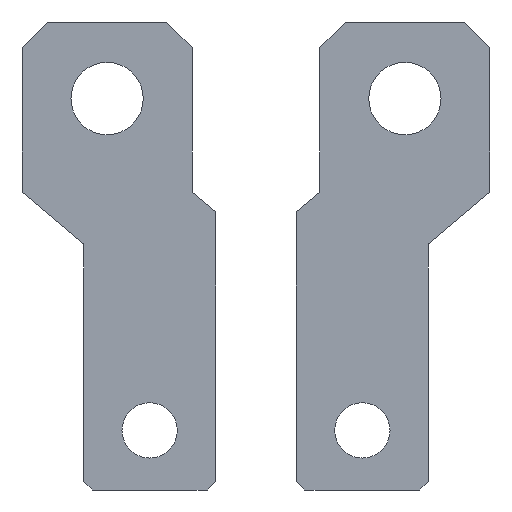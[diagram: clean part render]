
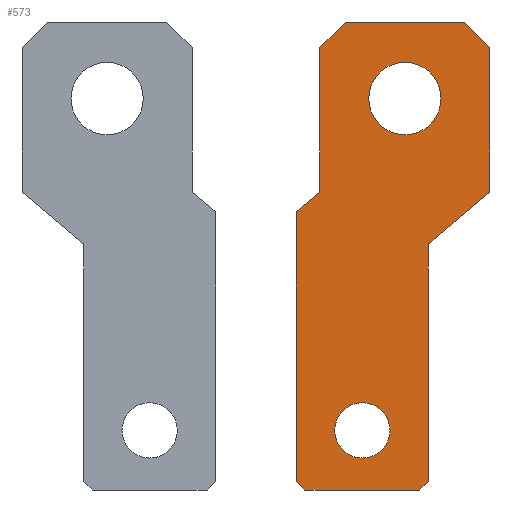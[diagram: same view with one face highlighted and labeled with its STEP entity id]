
A CAD part, front view. The second image highlights one B-rep face of the part: STEP entity #573.
In plain terms, the highlighted planar face has unit normal (0, -1, 0).
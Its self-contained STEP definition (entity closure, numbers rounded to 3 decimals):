
#411=AXIS2_PLACEMENT_3D('Circle Axis2P3D',#409,#410,$) ;
#446=AXIS2_PLACEMENT_3D('Circle Axis2P3D',#444,#445,$) ;
#468=AXIS2_PLACEMENT_3D('Circle Axis2P3D',#466,#467,$) ;
#503=AXIS2_PLACEMENT_3D('Circle Axis2P3D',#501,#502,$) ;
#549=AXIS2_PLACEMENT_3D('Plane Axis2P3D',#546,#547,#548) ;
#43=CARTESIAN_POINT('Vertex',(7.75,25.,79.167)) ;
#57=CARTESIAN_POINT('Vertex',(15.,25.,85.25)) ;
#60=CARTESIAN_POINT('Line Origine',(11.375,25.,82.208)) ;
#88=CARTESIAN_POINT('Vertex',(15.,25.,102.25)) ;
#91=CARTESIAN_POINT('Line Origine',(15.,25.,93.75)) ;
#119=CARTESIAN_POINT('Vertex',(12.,25.,105.25)) ;
#122=CARTESIAN_POINT('Line Origine',(13.5,25.,103.75)) ;
#150=CARTESIAN_POINT('Vertex',(-2.,25.,105.25)) ;
#153=CARTESIAN_POINT('Line Origine',(5.,25.,105.25)) ;
#181=CARTESIAN_POINT('Vertex',(-5.,25.,102.25)) ;
#184=CARTESIAN_POINT('Line Origine',(-3.5,25.,103.75)) ;
#212=CARTESIAN_POINT('Vertex',(-5.,25.,85.25)) ;
#215=CARTESIAN_POINT('Line Origine',(-5.,25.,93.75)) ;
#243=CARTESIAN_POINT('Vertex',(-7.75,25.,82.942)) ;
#246=CARTESIAN_POINT('Line Origine',(-6.375,25.,84.096)) ;
#274=CARTESIAN_POINT('Vertex',(-7.75,25.,51.25)) ;
#277=CARTESIAN_POINT('Line Origine',(-7.75,25.,67.096)) ;
#305=CARTESIAN_POINT('Vertex',(-6.75,25.,50.25)) ;
#308=CARTESIAN_POINT('Line Origine',(-7.25,25.,50.75)) ;
#336=CARTESIAN_POINT('Vertex',(6.75,25.,50.25)) ;
#339=CARTESIAN_POINT('Line Origine',(0.,25.,50.25)) ;
#367=CARTESIAN_POINT('Vertex',(7.75,25.,51.25)) ;
#370=CARTESIAN_POINT('Line Origine',(7.25,25.,50.75)) ;
#392=CARTESIAN_POINT('Line Origine',(7.75,25.,65.208)) ;
#409=CARTESIAN_POINT('Axis2P3D Location',(5.,25.,96.25)) ;
#413=CARTESIAN_POINT('Vertex',(0.75,25.,96.25)) ;
#415=CARTESIAN_POINT('Vertex',(9.25,25.,96.25)) ;
#444=CARTESIAN_POINT('Axis2P3D Location',(5.,25.,96.25)) ;
#466=CARTESIAN_POINT('Axis2P3D Location',(0.,25.,57.25)) ;
#470=CARTESIAN_POINT('Vertex',(-3.25,25.,57.25)) ;
#472=CARTESIAN_POINT('Vertex',(3.25,25.,57.25)) ;
#501=CARTESIAN_POINT('Axis2P3D Location',(0.,25.,57.25)) ;
#546=CARTESIAN_POINT('Axis2P3D Location',(0.,25.,0.)) ;
#61=DIRECTION('Vector Direction',(-0.766,0.,-0.643)) ;
#92=DIRECTION('Vector Direction',(0.,0.,-1.)) ;
#123=DIRECTION('Vector Direction',(-0.707,0.,0.707)) ;
#154=DIRECTION('Vector Direction',(1.,0.,0.)) ;
#185=DIRECTION('Vector Direction',(0.707,0.,0.707)) ;
#216=DIRECTION('Vector Direction',(0.,0.,1.)) ;
#247=DIRECTION('Vector Direction',(0.766,0.,0.643)) ;
#278=DIRECTION('Vector Direction',(0.,0.,1.)) ;
#309=DIRECTION('Vector Direction',(0.707,0.,-0.707)) ;
#340=DIRECTION('Vector Direction',(-1.,0.,0.)) ;
#371=DIRECTION('Vector Direction',(-0.707,0.,-0.707)) ;
#393=DIRECTION('Vector Direction',(0.,0.,-1.)) ;
#410=DIRECTION('Axis2P3D Direction',(0.,-1.,0.)) ;
#445=DIRECTION('Axis2P3D Direction',(0.,-1.,0.)) ;
#467=DIRECTION('Axis2P3D Direction',(0.,-1.,0.)) ;
#502=DIRECTION('Axis2P3D Direction',(0.,-1.,0.)) ;
#547=DIRECTION('Axis2P3D Direction',(0.,-1.,0.)) ;
#548=DIRECTION('Axis2P3D XDirection',(1.,0.,0.)) ;
#62=VECTOR('Line Direction',#61,1.) ;
#93=VECTOR('Line Direction',#92,1.) ;
#124=VECTOR('Line Direction',#123,1.) ;
#155=VECTOR('Line Direction',#154,1.) ;
#186=VECTOR('Line Direction',#185,1.) ;
#217=VECTOR('Line Direction',#216,1.) ;
#248=VECTOR('Line Direction',#247,1.) ;
#279=VECTOR('Line Direction',#278,1.) ;
#310=VECTOR('Line Direction',#309,1.) ;
#341=VECTOR('Line Direction',#340,1.) ;
#372=VECTOR('Line Direction',#371,1.) ;
#394=VECTOR('Line Direction',#393,1.) ;
#552=ORIENTED_EDGE('',*,*,#64,.T.) ;
#553=ORIENTED_EDGE('',*,*,#95,.T.) ;
#554=ORIENTED_EDGE('',*,*,#126,.T.) ;
#555=ORIENTED_EDGE('',*,*,#157,.T.) ;
#556=ORIENTED_EDGE('',*,*,#188,.T.) ;
#557=ORIENTED_EDGE('',*,*,#219,.T.) ;
#558=ORIENTED_EDGE('',*,*,#250,.T.) ;
#559=ORIENTED_EDGE('',*,*,#281,.T.) ;
#560=ORIENTED_EDGE('',*,*,#312,.T.) ;
#561=ORIENTED_EDGE('',*,*,#343,.T.) ;
#562=ORIENTED_EDGE('',*,*,#374,.T.) ;
#563=ORIENTED_EDGE('',*,*,#396,.T.) ;
#566=ORIENTED_EDGE('',*,*,#417,.F.) ;
#567=ORIENTED_EDGE('',*,*,#448,.F.) ;
#570=ORIENTED_EDGE('',*,*,#474,.F.) ;
#571=ORIENTED_EDGE('',*,*,#505,.F.) ;
#568=FACE_BOUND('',#565,.T.) ;
#572=FACE_BOUND('',#569,.T.) ;
#573=ADVANCED_FACE('Terminali anteriori prolungati divaricati ES superiori',(#564,#568,#572),#550,.T.) ;
#412=CIRCLE('generated circle',#411,4.25) ;
#447=CIRCLE('generated circle',#446,4.25) ;
#469=CIRCLE('generated circle',#468,3.25) ;
#504=CIRCLE('generated circle',#503,3.25) ;
#64=EDGE_CURVE('',#44,#58,#63,.F.) ;
#95=EDGE_CURVE('',#58,#89,#94,.F.) ;
#126=EDGE_CURVE('',#89,#120,#125,.T.) ;
#157=EDGE_CURVE('',#120,#151,#156,.F.) ;
#188=EDGE_CURVE('',#151,#182,#187,.F.) ;
#219=EDGE_CURVE('',#182,#213,#218,.F.) ;
#250=EDGE_CURVE('',#213,#244,#249,.F.) ;
#281=EDGE_CURVE('',#244,#275,#280,.F.) ;
#312=EDGE_CURVE('',#275,#306,#311,.T.) ;
#343=EDGE_CURVE('',#306,#337,#342,.F.) ;
#374=EDGE_CURVE('',#337,#368,#373,.F.) ;
#396=EDGE_CURVE('',#368,#44,#395,.F.) ;
#417=EDGE_CURVE('',#414,#416,#412,.T.) ;
#448=EDGE_CURVE('',#416,#414,#447,.T.) ;
#474=EDGE_CURVE('',#471,#473,#469,.T.) ;
#505=EDGE_CURVE('',#473,#471,#504,.T.) ;
#551=EDGE_LOOP('',(#552,#553,#554,#555,#556,#557,#558,#559,#560,#561,#562,#563)) ;
#565=EDGE_LOOP('',(#566,#567)) ;
#569=EDGE_LOOP('',(#570,#571)) ;
#564=FACE_OUTER_BOUND('',#551,.T.) ;
#63=LINE('Line',#60,#62) ;
#94=LINE('Line',#91,#93) ;
#125=LINE('Line',#122,#124) ;
#156=LINE('Line',#153,#155) ;
#187=LINE('Line',#184,#186) ;
#218=LINE('Line',#215,#217) ;
#249=LINE('Line',#246,#248) ;
#280=LINE('Line',#277,#279) ;
#311=LINE('Line',#308,#310) ;
#342=LINE('Line',#339,#341) ;
#373=LINE('Line',#370,#372) ;
#395=LINE('Line',#392,#394) ;
#550=PLANE('',#549) ;
#44=VERTEX_POINT('',#43) ;
#58=VERTEX_POINT('',#57) ;
#89=VERTEX_POINT('',#88) ;
#120=VERTEX_POINT('',#119) ;
#151=VERTEX_POINT('',#150) ;
#182=VERTEX_POINT('',#181) ;
#213=VERTEX_POINT('',#212) ;
#244=VERTEX_POINT('',#243) ;
#275=VERTEX_POINT('',#274) ;
#306=VERTEX_POINT('',#305) ;
#337=VERTEX_POINT('',#336) ;
#368=VERTEX_POINT('',#367) ;
#414=VERTEX_POINT('',#413) ;
#416=VERTEX_POINT('',#415) ;
#471=VERTEX_POINT('',#470) ;
#473=VERTEX_POINT('',#472) ;
